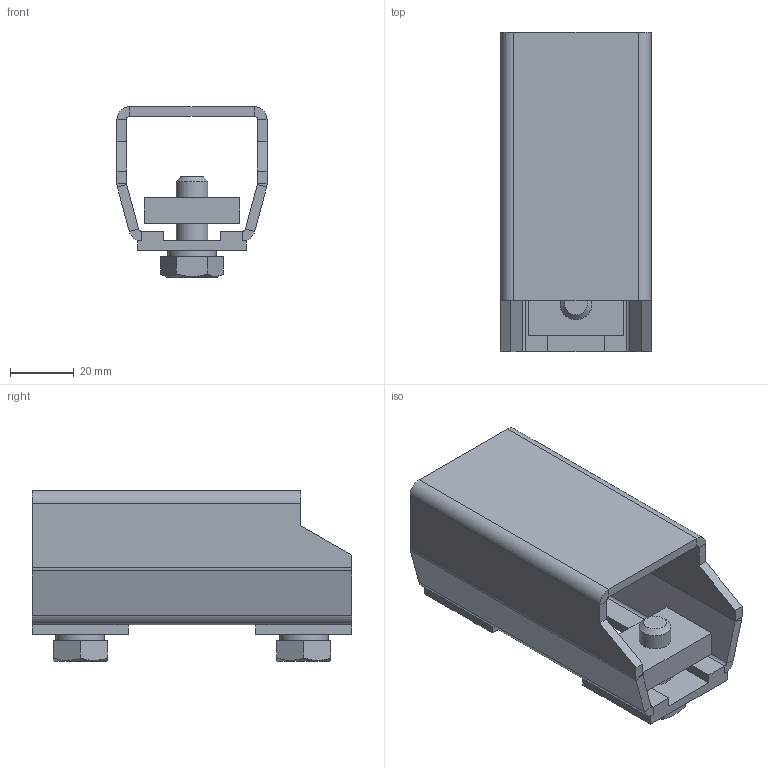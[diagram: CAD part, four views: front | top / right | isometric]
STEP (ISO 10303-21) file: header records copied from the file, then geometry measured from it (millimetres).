
FILE_DESCRIPTION(('STEP AP203'), '1');
FILE_NAME('ÐË256.RC35 Äåðæàòåëü ïðèâàðíîé', '', ('UNSPECIFIED'), ('UNSPECIFIED'), 'ASCON STEP Converter 1.3', 'ASCON Math Kernel', '');
FILE_SCHEMA(('CONFIG_CONTROL_DESIGN'));
Length unit declared in the file: millimetre
Products named in the file (1): 256.RC35
Bounding box: 47 x 100 x 53.4 mm (x, y, z)
Volume: 59205.3 mm3; surface area: 36185.7 mm2
Topology: 1 solids, 1 shells, 243 faces, 630 edges, 398 vertices
Faces by surface type: plane 158, cylinder 79, cone 4, torus 2
Full cylindrical faces by diameter (mm): 10 x4, 11 x2
Entity records: 9821 total; most frequent: CARTESIAN_POINT 1852, DIRECTION 1252, ORIENTED_EDGE 1236, EDGE_CURVE 618, LINE 424, VECTOR 424, AXIS2_PLACEMENT_3D 414, VERTEX_POINT 398
